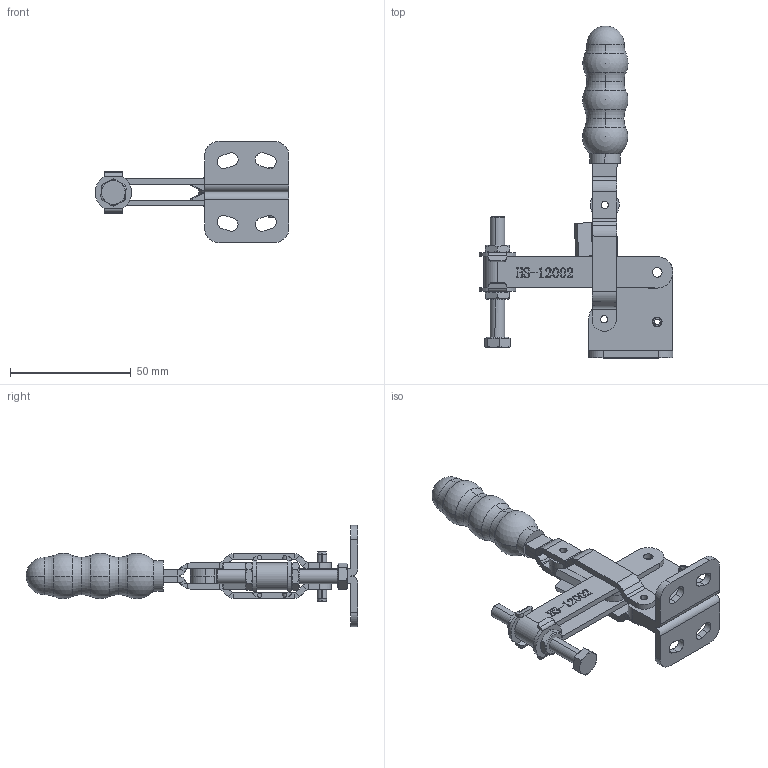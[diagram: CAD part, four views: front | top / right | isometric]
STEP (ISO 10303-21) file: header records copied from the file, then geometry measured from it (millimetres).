
FILE_DESCRIPTION (( 'STEP AP203' ), '1' );
FILE_NAME ('HS-12002-B .STEP', '2019-10-14T02:31:17', ( '微软用户' ), ( '微软中国' ), 'SwSTEP 2.0', 'SolidWorks 2012', '' );
FILE_SCHEMA (( 'CONFIG_CONTROL_DESIGN' ));
Length unit declared in the file: millimetre
Products named in the file (10): HS-12002-B ; spring pin slotted_ai_SPS 0.1563x0.813; FW-141; 楊擘菁釱酘; hexagon head bolts-full thread gb_GB_FASTENER_BOLT_STBAB A M6X50-C; hex thin nuts-grades ab-chamfered gb_GB_FASTENER_NUT_STNAB M6-N; 忒梟; 忒參; 蟀裝; U倰揤參
Assembly tree (13 placements, depth 2):
  HS-12002-B 
    U倰揤參
    蟀裝  x2
    忒參
    忒梟  x2
    hex thin nuts-grades ab-chamfered gb_GB_FASTENER_NUT_STNAB M6-N  x2
    hexagon head bolts-full thread gb_GB_FASTENER_BOLT_STBAB A M6X50-C
    楊擘菁釱酘
    FW-141  x2
    spring pin slotted_ai_SPS 0.1563x0.813
Bounding box: 80.41 x 137.73 x 42 mm (x, y, z)
Volume: 35677.6 mm3; surface area: 24245.1 mm2
Topology: 13 solids, 13 shells, 700 faces, 1878 edges, 1222 vertices
Faces by surface type: plane 388, bspline 133, cylinder 132, cone 29, torus 10, sphere 8
Entity records: 26002 total; most frequent: CARTESIAN_POINT 10957, ORIENTED_EDGE 3120, DIRECTION 2456, EDGE_CURVE 1560, VERTEX_POINT 1023, VECTOR 980, LINE 980, AXIS2_PLACEMENT_3D 738
